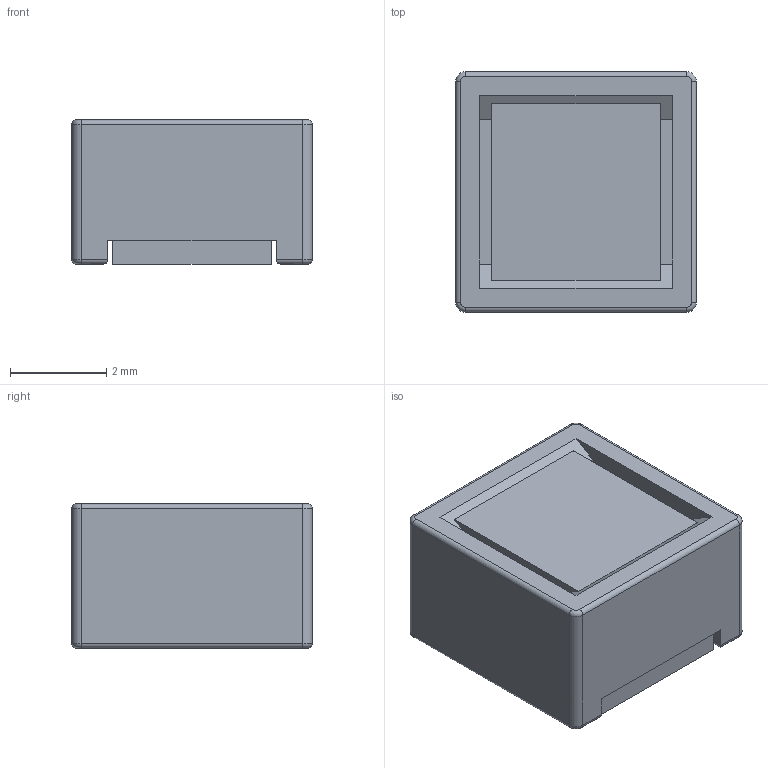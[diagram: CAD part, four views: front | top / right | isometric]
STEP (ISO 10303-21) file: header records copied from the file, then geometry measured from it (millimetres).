
FILE_DESCRIPTION(('FreeCAD Model'),'2;1');
FILE_NAME('Open CASCADE Shape Model','2023-05-11T18:21:28',('Author'),( ''),'Open CASCADE STEP processor 7.6','FreeCAD','Unknown');
FILE_SCHEMA(('AUTOMOTIVE_DESIGN { 1 0 10303 214 1 1 1 1 }'));
Length unit declared in the file: millimetre
Products named in the file (1): Body
Bounding box: 5 x 5 x 3 mm (x, y, z)
Volume: 68.4 mm3; surface area: 131.2 mm2
Topology: 1 solids, 1 shells, 69 faces, 176 edges, 112 vertices
Faces by surface type: plane 37, cylinder 24, torus 8
Entity records: 4432 total; most frequent: CARTESIAN_POINT 806, DIRECTION 696, LINE 468, VECTOR 468, ORIENTED_EDGE 352, PCURVE 352, DEFINITIONAL_REPRESENTATION 352, EDGE_CURVE 176
